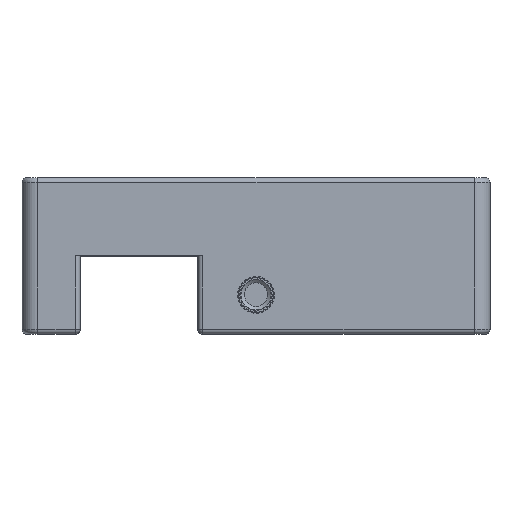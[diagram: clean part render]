
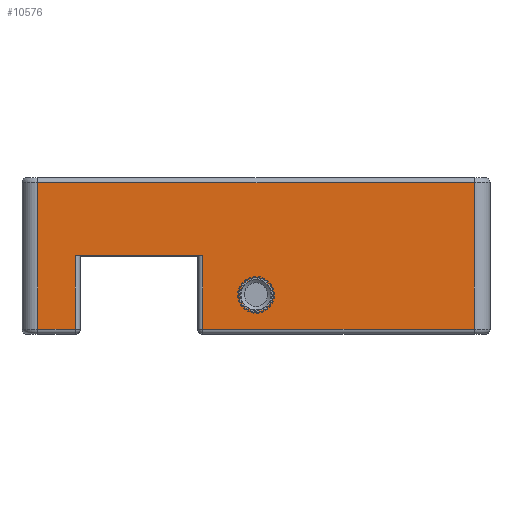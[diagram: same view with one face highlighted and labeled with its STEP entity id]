
A CAD part, top view. The second image highlights one B-rep face of the part: STEP entity #10576.
In plain terms, the highlighted planar face has unit normal (0, 0, 1).
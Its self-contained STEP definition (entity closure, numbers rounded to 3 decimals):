
#824=FACE_BOUND('',#2336,.T.);
#1100=PLANE('',#11578);
#1688=FACE_OUTER_BOUND('',#2335,.T.);
#2335=EDGE_LOOP('',(#9735,#9736,#9737,#9738,#9739,#9740,#9741,#9742));
#2336=EDGE_LOOP('',(#9743));
#3016=LINE('',#29116,#3734);
#3017=LINE('',#29122,#3735);
#3022=LINE('',#29135,#3740);
#3057=LINE('',#29263,#3775);
#3059=LINE('',#29291,#3777);
#3060=LINE('',#29293,#3778);
#3061=LINE('',#29294,#3779);
#3062=LINE('',#29295,#3780);
#3734=VECTOR('',#13918,10.);
#3735=VECTOR('',#13923,10.);
#3740=VECTOR('',#13938,10.);
#3775=VECTOR('',#14077,10.);
#3777=VECTOR('',#14125,10.);
#3778=VECTOR('',#14126,10.);
#3779=VECTOR('',#14127,10.);
#3780=VECTOR('',#14128,10.);
#4143=CIRCLE('',#11455,2.);
#5102=VERTEX_POINT('',#28928);
#5157=VERTEX_POINT('',#29112);
#5158=VERTEX_POINT('',#29114);
#5160=VERTEX_POINT('',#29119);
#5161=VERTEX_POINT('',#29121);
#5205=VERTEX_POINT('',#29260);
#5207=VERTEX_POINT('',#29289);
#5208=VERTEX_POINT('',#29290);
#5209=VERTEX_POINT('',#29292);
#6566=EDGE_CURVE('',#5102,#5102,#4143,.T.);
#6640=EDGE_CURVE('',#5157,#5158,#3016,.T.);
#6642=EDGE_CURVE('',#5161,#5160,#3017,.T.);
#6650=EDGE_CURVE('',#5158,#5161,#3022,.T.);
#6714=EDGE_CURVE('',#5205,#5157,#3057,.T.);
#6728=EDGE_CURVE('',#5207,#5208,#3059,.T.);
#6729=EDGE_CURVE('',#5209,#5208,#3060,.F.);
#6730=EDGE_CURVE('',#5209,#5205,#3061,.T.);
#6731=EDGE_CURVE('',#5160,#5207,#3062,.T.);
#9735=ORIENTED_EDGE('',*,*,#6728,.T.);
#9736=ORIENTED_EDGE('',*,*,#6729,.F.);
#9737=ORIENTED_EDGE('',*,*,#6730,.T.);
#9738=ORIENTED_EDGE('',*,*,#6714,.T.);
#9739=ORIENTED_EDGE('',*,*,#6640,.T.);
#9740=ORIENTED_EDGE('',*,*,#6650,.T.);
#9741=ORIENTED_EDGE('',*,*,#6642,.T.);
#9742=ORIENTED_EDGE('',*,*,#6731,.T.);
#9743=ORIENTED_EDGE('',*,*,#6566,.F.);
#10576=ADVANCED_FACE('',(#1688,#824),#1100,.F.);
#11455=AXIS2_PLACEMENT_3D('',#28930,#13782,#13783);
#11578=AXIS2_PLACEMENT_3D('',#29288,#14123,#14124);
#13782=DIRECTION('center_axis',(0.,0.,1.));
#13783=DIRECTION('ref_axis',(1.,0.,0.));
#13918=DIRECTION('',(0.,1.,0.));
#13923=DIRECTION('',(0.,-1.,0.));
#13938=DIRECTION('',(-1.,0.,0.));
#14077=DIRECTION('',(1.,0.,0.));
#14123=DIRECTION('center_axis',(0.,0.,-1.));
#14124=DIRECTION('ref_axis',(-1.,0.,0.));
#14125=DIRECTION('',(0.,1.,0.));
#14126=DIRECTION('',(1.,0.,0.));
#14127=DIRECTION('',(0.,-1.,0.));
#14128=DIRECTION('',(1.,0.,0.));
#28928=CARTESIAN_POINT('',(-2.,5.,20.));
#28930=CARTESIAN_POINT('Origin',(0.,5.,20.));
#29112=CARTESIAN_POINT('',(28.,0.6,20.));
#29114=CARTESIAN_POINT('',(28.,19.4,20.));
#29116=CARTESIAN_POINT('',(28.,15.,20.));
#29119=CARTESIAN_POINT('',(-28.,0.6,20.));
#29121=CARTESIAN_POINT('',(-28.,19.4,20.));
#29122=CARTESIAN_POINT('',(-28.,5.,20.));
#29135=CARTESIAN_POINT('',(-15.,19.4,20.));
#29260=CARTESIAN_POINT('',(-6.85,0.6,20.));
#29263=CARTESIAN_POINT('',(15.,0.6,20.));
#29288=CARTESIAN_POINT('Origin',(0.,10.,20.));
#29289=CARTESIAN_POINT('',(-23.15,0.6,20.));
#29290=CARTESIAN_POINT('',(-23.15,10.,20.));
#29291=CARTESIAN_POINT('',(-23.15,9.,20.));
#29292=CARTESIAN_POINT('',(-6.85,10.,20.));
#29293=CARTESIAN_POINT('',(-4.475,10.,20.));
#29294=CARTESIAN_POINT('',(-6.85,5.,20.));
#29295=CARTESIAN_POINT('',(-10.525,0.6,20.));
